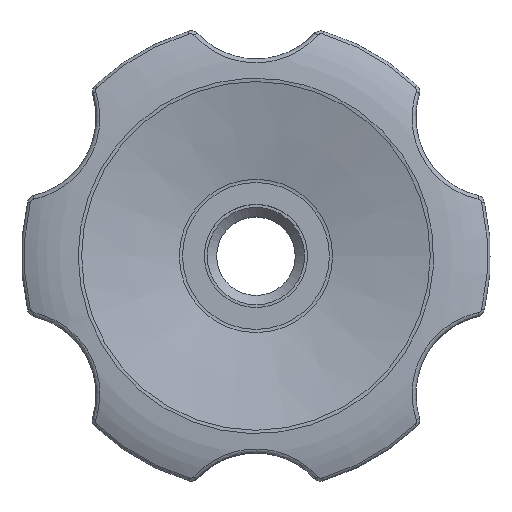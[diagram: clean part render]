
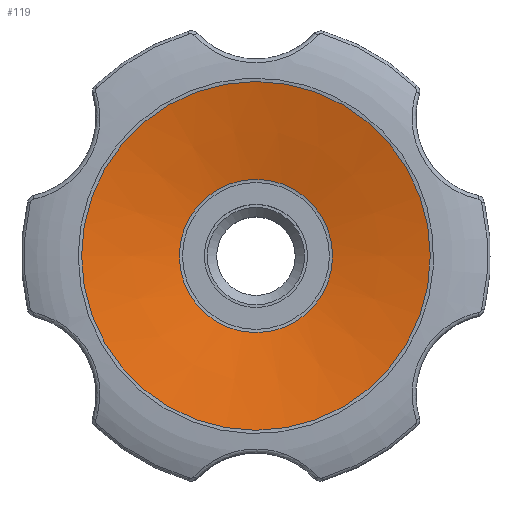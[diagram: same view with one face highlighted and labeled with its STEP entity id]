
A CAD part, top view. The second image highlights one B-rep face of the part: STEP entity #119.
In plain terms, the highlighted conical face has half-angle 76.908 degrees and reference radius 18.75 mm.
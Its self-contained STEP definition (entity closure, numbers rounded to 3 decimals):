
#119 = ADVANCED_FACE( '', ( #323, #324 ), #325, .F. );
#323 = FACE_BOUND( '', #726, .T. );
#324 = FACE_OUTER_BOUND( '', #727, .T. );
#325 = CONICAL_SURFACE( '', #728, 18.75, 1.342 );
#726 = EDGE_LOOP( '', ( #5841 ) );
#727 = EDGE_LOOP( '', ( #5842 ) );
#728 = AXIS2_PLACEMENT_3D( '', #5843, #5844, #5845 );
#5841 = ORIENTED_EDGE( '', *, *, #6481, .T. );
#5842 = ORIENTED_EDGE( '', *, *, #6482, .T. );
#5843 = CARTESIAN_POINT( '', ( 0., 0., 32. ) );
#5844 = DIRECTION( '', ( 0., 0., 1. ) );
#5845 = DIRECTION( '', ( 1., 0., 0. ) );
#6481 = EDGE_CURVE( '', #6766, #6766, #6767, .F. );
#6482 = EDGE_CURVE( '', #6768, #6768, #6769, .F. );
#6766 = VERTEX_POINT( '', #7215 );
#6767 = CIRCLE( '', #7216, 8.168 );
#6768 = VERTEX_POINT( '', #7217 );
#6769 = CIRCLE( '', #7218, 18.578 );
#7215 = CARTESIAN_POINT( '', ( 8.168, 0., 29.539 ) );
#7216 = AXIS2_PLACEMENT_3D( '', #10274, #10275, #10276 );
#7217 = CARTESIAN_POINT( '', ( -18.578, 0., 31.96 ) );
#7218 = AXIS2_PLACEMENT_3D( '', #10277, #10278, #10279 );
#10274 = CARTESIAN_POINT( '', ( 0., 0., 29.539 ) );
#10275 = DIRECTION( '', ( 0., 0., 1. ) );
#10276 = DIRECTION( '', ( 1., 0., 0. ) );
#10277 = CARTESIAN_POINT( '', ( 0., 0., 31.96 ) );
#10278 = DIRECTION( '', ( 0., 0., -1. ) );
#10279 = DIRECTION( '', ( -1., 0., 0. ) );
